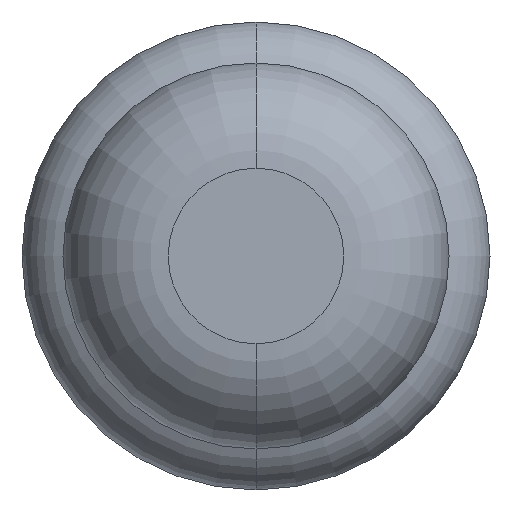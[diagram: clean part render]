
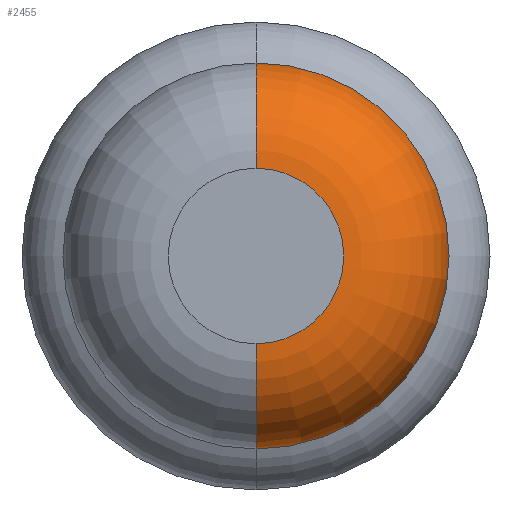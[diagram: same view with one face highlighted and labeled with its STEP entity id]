
A CAD part, front view. The second image highlights one B-rep face of the part: STEP entity #2455.
In plain terms, the highlighted toroidal (fillet/blend) face has major radius 0.375 mm and minor radius 0.45 mm.
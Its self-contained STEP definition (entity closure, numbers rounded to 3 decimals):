
#215 = DIRECTION ( 'NONE',  ( 0., 0., 1. ) ) ;
#370 = CIRCLE ( 'NONE', #1864, 0.825 ) ;
#375 = CARTESIAN_POINT ( 'NONE',  ( 0., -26.95, 0. ) ) ;
#570 = AXIS2_PLACEMENT_3D ( 'NONE', #3213, #3633, #4724 ) ;
#612 = CARTESIAN_POINT ( 'NONE',  ( 0., -26.95, 0. ) ) ;
#789 = EDGE_CURVE ( 'Defeature ausgef�hrt1_36+Defeature ausgef�hrt1_35+Defeature ausgef�hrt1_35+Defeature ausgef�hrt1_35', #3294, #1223, #3132, .T. ) ;
#1051 = CIRCLE ( 'NONE', #3353, 0.45 ) ;
#1117 = DIRECTION ( 'NONE',  ( 0., 1., 0. ) ) ;
#1223 = VERTEX_POINT ( 'NONE', #3549 ) ;
#1351 = CARTESIAN_POINT ( 'NONE',  ( 0., -27.4, 0.375 ) ) ;
#1426 = EDGE_LOOP ( 'NONE', ( #3917, #5011, #1837, #4943 ) ) ;
#1470 = EDGE_CURVE ( 'NONE', #3294, #1938, #1567, .T. ) ;
#1567 = CIRCLE ( 'NONE', #4164, 0.45 ) ;
#1597 = CARTESIAN_POINT ( 'NONE',  ( 0., -26.95, -0.375 ) ) ;
#1645 = DIRECTION ( 'NONE',  ( 1., 0., 0. ) ) ;
#1837 = ORIENTED_EDGE ( 'NONE', *, *, #4791, .F. ) ;
#1864 = AXIS2_PLACEMENT_3D ( 'NONE', #612, #2568, #215 ) ;
#1865 = CARTESIAN_POINT ( 'NONE',  ( 0., -26.95, 0.825 ) ) ;
#1938 = VERTEX_POINT ( 'NONE', #1865 ) ;
#1998 = CARTESIAN_POINT ( 'NONE',  ( 0., -26.95, 0.375 ) ) ;
#2030 = DIRECTION ( 'NONE',  ( 0., 0., -1. ) ) ;
#2455 = ADVANCED_FACE ( 'Defeature ausgef�hrt1_36', ( #4919 ), #4868, .T. ) ;
#2568 = DIRECTION ( 'NONE',  ( 0., 1., 0. ) ) ;
#3095 = DIRECTION ( 'NONE',  ( 0., 0., 1. ) ) ;
#3132 = CIRCLE ( 'NONE', #570, 0.375 ) ;
#3213 = CARTESIAN_POINT ( 'NONE',  ( 0., -27.4, 0. ) ) ;
#3294 = VERTEX_POINT ( 'NONE', #1351 ) ;
#3353 = AXIS2_PLACEMENT_3D ( 'NONE', #1597, #1645, #2030 ) ;
#3467 = AXIS2_PLACEMENT_3D ( 'NONE', #375, #1117, #3095 ) ;
#3549 = CARTESIAN_POINT ( 'NONE',  ( 0., -27.4, -0.375 ) ) ;
#3583 = CARTESIAN_POINT ( 'NONE',  ( 0., -26.95, -0.825 ) ) ;
#3633 = DIRECTION ( 'NONE',  ( 0., 1., 0. ) ) ;
#3895 = DIRECTION ( 'NONE',  ( -1., 0., 0. ) ) ;
#3917 = ORIENTED_EDGE ( 'NONE', *, *, #789, .T. ) ;
#3984 = EDGE_CURVE ( 'NONE', #1223, #4017, #1051, .T. ) ;
#4017 = VERTEX_POINT ( 'NONE', #3583 ) ;
#4164 = AXIS2_PLACEMENT_3D ( 'NONE', #1998, #3895, #4309 ) ;
#4309 = DIRECTION ( 'NONE',  ( 0., 0., 1. ) ) ;
#4724 = DIRECTION ( 'NONE',  ( 0., 0., 1. ) ) ;
#4791 = EDGE_CURVE ( 'Defeature ausgef�hrt1_37+Defeature ausgef�hrt1_36+Defeature ausgef�hrt1_36+Defeature ausgef�hrt1_36', #1938, #4017, #370, .T. ) ;
#4868 = TOROIDAL_SURFACE ( 'NONE', #3467, 0.375, 0.45 ) ;
#4919 = FACE_OUTER_BOUND ( 'NONE', #1426, .T. ) ;
#4943 = ORIENTED_EDGE ( 'NONE', *, *, #1470, .F. ) ;
#5011 = ORIENTED_EDGE ( 'NONE', *, *, #3984, .T. ) ;
